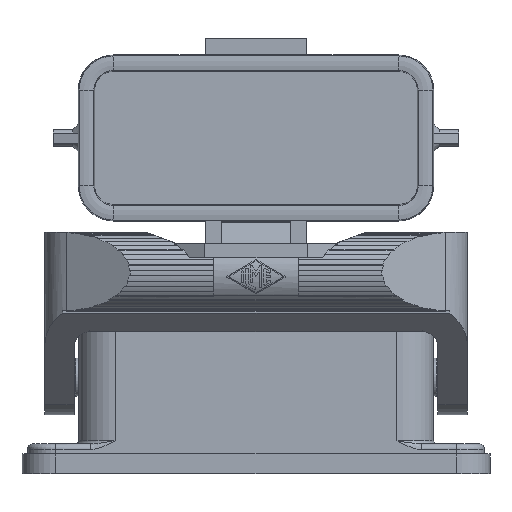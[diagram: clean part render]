
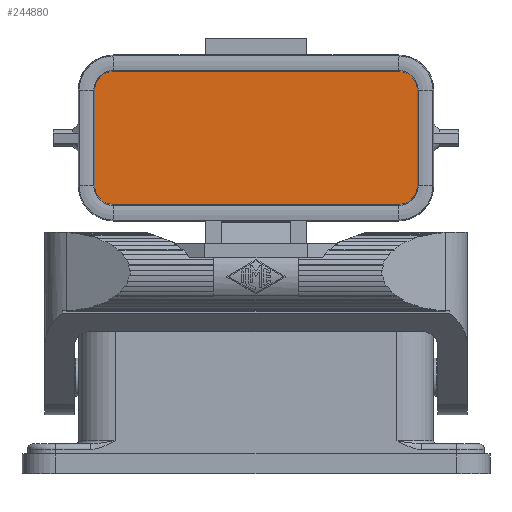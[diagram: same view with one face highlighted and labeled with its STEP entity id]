
A CAD part, front view. The second image highlights one B-rep face of the part: STEP entity #244880.
In plain terms, the highlighted face is planar.
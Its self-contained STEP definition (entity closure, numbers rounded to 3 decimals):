
#244010=CARTESIAN_POINT('',(31.8,27.1,
53.4));
#244020=VERTEX_POINT('',#244010);
#244050=CARTESIAN_POINT('',(28.3,27.1,
53.4));
#244060=DIRECTION('',(0.,0.,-1.));
#244070=DIRECTION('',(-1.,0.,0.));
#244080=AXIS2_PLACEMENT_3D('',#244050,#244060,#244070);
#244090=CIRCLE('',#244080,3.5);
#244100=CARTESIAN_POINT('',(28.3,23.6,
53.4));
#244110=VERTEX_POINT('',#244100);
#244120=EDGE_CURVE('',#244020,#244110,#244090,.T.);
#244230=CARTESIAN_POINT('',(2.9,35.7,
53.4));
#244240=DIRECTION('',(0.,0.,-1.));
#244250=DIRECTION('',(0.,1.,0.));
#244260=AXIS2_PLACEMENT_3D('',#244230,#244240,#244250);
#244270=PLANE('',#244260);
#244280=CARTESIAN_POINT('',(28.3,44.3,
53.4));
#244290=DIRECTION('',(0.,0.,-1.));
#244300=DIRECTION('',(-1.,0.,0.));
#244310=AXIS2_PLACEMENT_3D('',#244280,#244290,#244300);
#244320=CIRCLE('',#244310,3.5);
#244330=CARTESIAN_POINT('',(28.3,47.8,
53.4));
#244340=VERTEX_POINT('',#244330);
#244350=CARTESIAN_POINT('',(31.8,44.3,
53.4));
#244360=VERTEX_POINT('',#244350);
#244370=EDGE_CURVE('',#244340,#244360,#244320,.T.);
#244380=ORIENTED_EDGE('',*,*,#244370,.T.);
#244390=CARTESIAN_POINT('',(5.8,47.8,
53.4));
#244400=DIRECTION('',(-1.,0.,0.));
#244410=VECTOR('',#244400,1.);
#244420=LINE('',#244390,#244410);
#244430=CARTESIAN_POINT('',(-22.5,47.8,
53.4));
#244440=VERTEX_POINT('',#244430);
#244450=EDGE_CURVE('',#244340,#244440,#244420,.T.);
#244460=ORIENTED_EDGE('',*,*,#244450,.F.);
#244470=CARTESIAN_POINT('',(-22.5,44.3,
53.4));
#244480=DIRECTION('',(0.,0.,-1.));
#244490=DIRECTION('',(-1.,0.,0.));
#244500=AXIS2_PLACEMENT_3D('',#244470,#244480,#244490);
#244510=CIRCLE('',#244500,3.5);
#244520=CARTESIAN_POINT('',(-26.,44.3,
53.4));
#244530=VERTEX_POINT('',#244520);
#244540=EDGE_CURVE('',#244530,#244440,#244510,.T.);
#244550=ORIENTED_EDGE('',*,*,#244540,.T.);
#244560=CARTESIAN_POINT('',(-26.,0.,
53.4));
#244570=DIRECTION('',(0.,-1.,0.));
#244580=VECTOR('',#244570,1.);
#244590=LINE('',#244560,#244580);
#244600=CARTESIAN_POINT('',(-26.,27.1,
53.4));
#244610=VERTEX_POINT('',#244600);
#244620=EDGE_CURVE('',#244530,#244610,#244590,.T.);
#244630=ORIENTED_EDGE('',*,*,#244620,.F.);
#244640=CARTESIAN_POINT('',(-22.5,27.1,
53.4));
#244650=DIRECTION('',(0.,0.,-1.));
#244660=DIRECTION('',(-1.,0.,0.));
#244670=AXIS2_PLACEMENT_3D('',#244640,#244650,#244660);
#244680=CIRCLE('',#244670,3.5);
#244690=CARTESIAN_POINT('',(-22.5,23.6,
53.4));
#244700=VERTEX_POINT('',#244690);
#244710=EDGE_CURVE('',#244700,#244610,#244680,.T.);
#244720=ORIENTED_EDGE('',*,*,#244710,.T.);
#244730=CARTESIAN_POINT('',(5.8,23.6,
53.4));
#244740=DIRECTION('',(1.,0.,0.));
#244750=VECTOR('',#244740,1.);
#244760=LINE('',#244730,#244750);
#244770=EDGE_CURVE('',#244700,#244110,#244760,.T.);
#244780=ORIENTED_EDGE('',*,*,#244770,.F.);
#244790=ORIENTED_EDGE('',*,*,#244120,.T.);
#244800=CARTESIAN_POINT('',(31.8,0.,
53.4));
#244810=DIRECTION('',(0.,1.,0.));
#244820=VECTOR('',#244810,1.);
#244830=LINE('',#244800,#244820);
#244840=EDGE_CURVE('',#244020,#244360,#244830,.T.);
#244850=ORIENTED_EDGE('',*,*,#244840,.F.);
#244860=EDGE_LOOP('',(#244850,#244790,#244780,#244720,#244630,#244550,
#244460,#244380));
#244870=FACE_OUTER_BOUND('',#244860,.T.);
#244880=ADVANCED_FACE('',(#244870),#244270,.T.);
